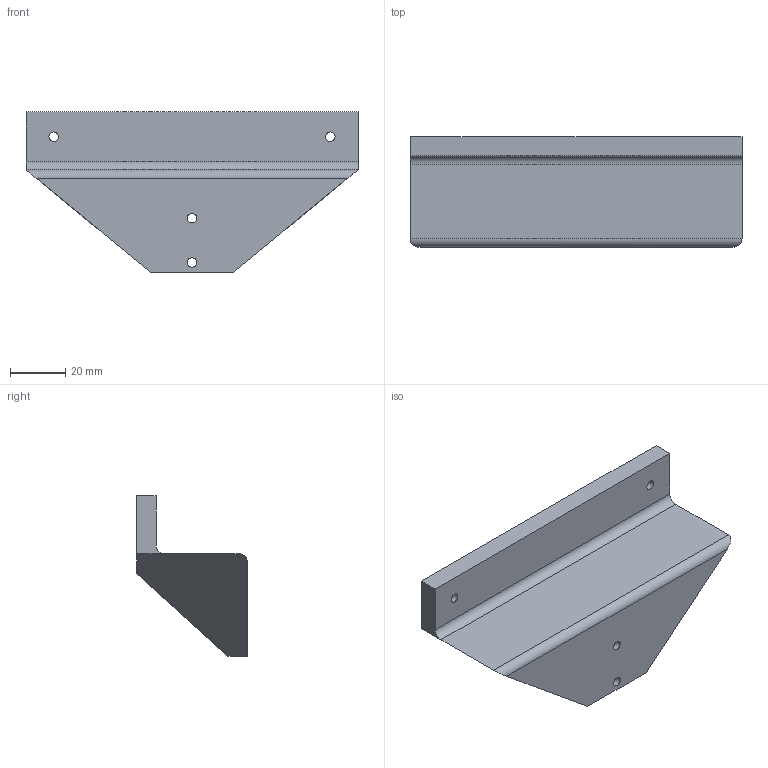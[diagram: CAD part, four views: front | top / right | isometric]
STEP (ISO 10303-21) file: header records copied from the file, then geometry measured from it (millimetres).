
FILE_DESCRIPTION(/* description */ ('Unknown'),/* implementation_level */ '2;1');
FILE_NAME(/* name */ 'gripper_pad_v2',/* time_stamp */ '2018-08-07T00:09:04-04:00',/* author */ ('Unknown'),/* organization */ ('Unknown'),/* preprocessor_version */ 'ST-DEVELOPER v16.7',/* originating_system */ 'DEX',/* authorisation */ $);
FILE_SCHEMA (('AUTOMOTIVE_DESIGN {1 0 10303 214 3 1 1}'));
Length unit declared in the file: millimetre
Products named in the file (1): gripper_pad_v2
Bounding box: 120 x 40 x 58 mm (x, y, z)
Volume: 80077 mm3; surface area: 24901.9 mm2
Topology: 1 solids, 1 shells, 30 faces, 78 edges, 50 vertices
Faces by surface type: plane 24, cylinder 6
Full cylindrical faces by diameter (mm): 3.4 x4
Entity records: 896 total; most frequent: CARTESIAN_POINT 147, DIRECTION 144, ORIENTED_EDGE 140, EDGE_CURVE 70, LINE 58, VECTOR 58, VERTEX_POINT 46, AXIS2_PLACEMENT_3D 43
